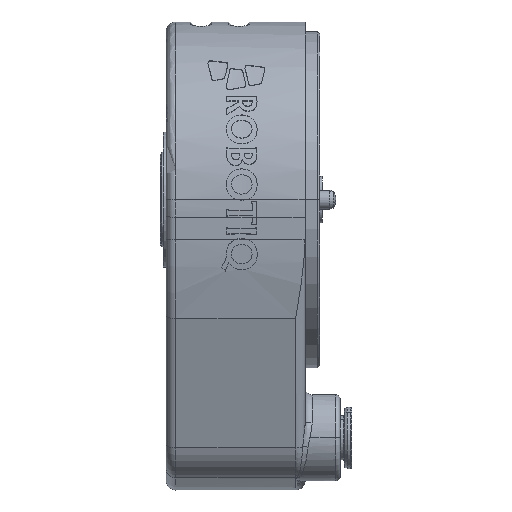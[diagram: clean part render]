
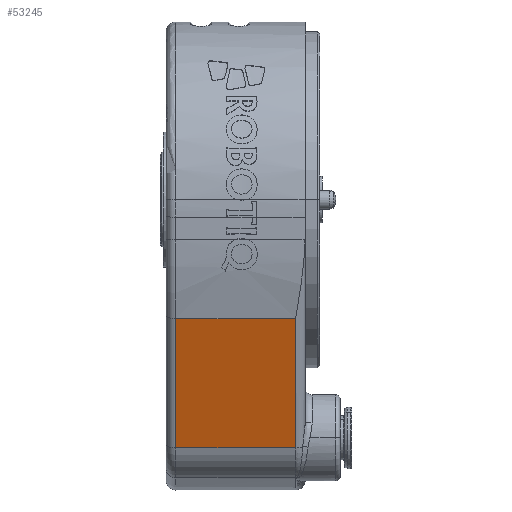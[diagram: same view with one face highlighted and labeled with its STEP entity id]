
A CAD part, left-side view. The second image highlights one B-rep face of the part: STEP entity #53245.
In plain terms, the highlighted planar face has unit normal (-0.948, 0, -0.32).
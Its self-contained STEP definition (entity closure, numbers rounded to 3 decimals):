
#3474 = LINE ( 'NONE', #53788, #40600 ) ;
#4605 = DIRECTION ( 'NONE',  ( 0.947, 0., 0.32 ) ) ;
#5716 = VERTEX_POINT ( 'NONE', #18005 ) ;
#6638 = DIRECTION ( 'NONE',  ( 0., 1., 0. ) ) ;
#9536 = EDGE_CURVE ( 'NONE', #12200, #5716, #21823, .T. ) ;
#10992 = DIRECTION ( 'NONE',  ( 0., -1., 0. ) ) ;
#12200 = VERTEX_POINT ( 'NONE', #110794 ) ;
#18005 = CARTESIAN_POINT ( 'NONE',  ( -24.067, 18.455, -52.358 ) ) ;
#21823 = LINE ( 'NONE', #90444, #72488 ) ;
#22651 = DIRECTION ( 'NONE',  ( 0.32, 0., -0.947 ) ) ;
#22912 = EDGE_CURVE ( 'NONE', #112424, #12200, #3474, .T. ) ;
#23546 = LINE ( 'NONE', #45003, #33783 ) ;
#30620 = DIRECTION ( 'NONE',  ( -0.32, 0., 0.947 ) ) ;
#32718 = DIRECTION ( 'NONE',  ( -0.32, 0., 0.947 ) ) ;
#33783 = VECTOR ( 'NONE', #30620, 1000. ) ;
#33968 = PLANE ( 'NONE',  #123900 ) ;
#40600 = VECTOR ( 'NONE', #22651, 1000. ) ;
#42407 = CARTESIAN_POINT ( 'NONE',  ( -33.269, 16.455, -25.093 ) ) ;
#42500 = EDGE_CURVE ( 'NONE', #93890, #112424, #90683, .T. ) ;
#42927 = ORIENTED_EDGE ( 'NONE', *, *, #9536, .T. ) ;
#45003 = CARTESIAN_POINT ( 'NONE',  ( -33.269, 18.455, -25.093 ) ) ;
#49058 = ORIENTED_EDGE ( 'NONE', *, *, #22912, .T. ) ;
#53064 = CARTESIAN_POINT ( 'NONE',  ( -22.5, 16.455, -57. ) ) ;
#53245 = ADVANCED_FACE ( 'NONE', ( #63836 ), #33968, .F. ) ;
#53788 = CARTESIAN_POINT ( 'NONE',  ( -24.067, 43.755, -52.358 ) ) ;
#63836 = FACE_OUTER_BOUND ( 'NONE', #88203, .T. ) ;
#64628 = CARTESIAN_POINT ( 'NONE',  ( -33.269, 43.755, -25.093 ) ) ;
#72488 = VECTOR ( 'NONE', #10992, 1000. ) ;
#73979 = VECTOR ( 'NONE', #6638, 1000. ) ;
#74318 = EDGE_CURVE ( 'NONE', #5716, #93890, #23546, .T. ) ;
#78533 = ORIENTED_EDGE ( 'NONE', *, *, #42500, .T. ) ;
#88203 = EDGE_LOOP ( 'NONE', ( #42927, #92713, #78533, #49058 ) ) ;
#90444 = CARTESIAN_POINT ( 'NONE',  ( -24.067, 16.455, -52.358 ) ) ;
#90683 = LINE ( 'NONE', #42407, #73979 ) ;
#92713 = ORIENTED_EDGE ( 'NONE', *, *, #74318, .T. ) ;
#93890 = VERTEX_POINT ( 'NONE', #123593 ) ;
#110794 = CARTESIAN_POINT ( 'NONE',  ( -24.067, 43.755, -52.358 ) ) ;
#112424 = VERTEX_POINT ( 'NONE', #64628 ) ;
#123593 = CARTESIAN_POINT ( 'NONE',  ( -33.269, 18.455, -25.093 ) ) ;
#123900 = AXIS2_PLACEMENT_3D ( 'NONE', #53064, #4605, #32718 ) ;
